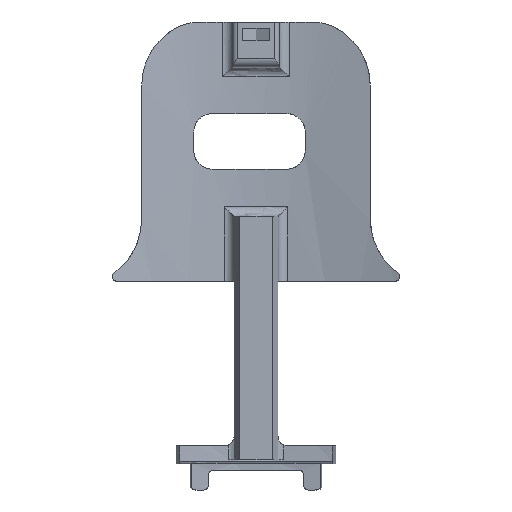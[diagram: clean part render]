
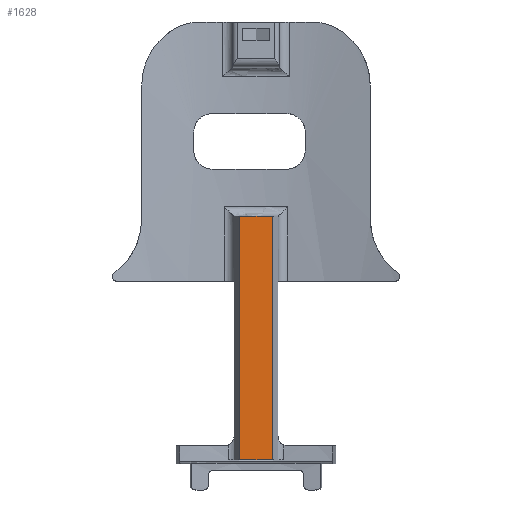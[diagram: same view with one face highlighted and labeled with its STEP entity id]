
A CAD part, left-side view. The second image highlights one B-rep face of the part: STEP entity #1628.
In plain terms, the highlighted planar face has unit normal (-1, 0, 0).
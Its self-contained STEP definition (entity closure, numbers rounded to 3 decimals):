
#115=PLANE('',#1780);
#188=FACE_OUTER_BOUND('',#276,.T.);
#276=EDGE_LOOP('',(#1349,#1350,#1351,#1352));
#354=LINE('',#2844,#472);
#393=LINE('',#3061,#511);
#394=LINE('',#3063,#512);
#395=LINE('',#3064,#513);
#472=VECTOR('',#2015,10.);
#511=VECTOR('',#2138,10.);
#512=VECTOR('',#2139,10.);
#513=VECTOR('',#2140,10.);
#693=VERTEX_POINT('',#2841);
#694=VERTEX_POINT('',#2843);
#728=VERTEX_POINT('',#3060);
#729=VERTEX_POINT('',#3062);
#884=EDGE_CURVE('',#693,#694,#354,.T.);
#947=EDGE_CURVE('',#728,#693,#393,.T.);
#948=EDGE_CURVE('',#729,#728,#394,.T.);
#949=EDGE_CURVE('',#694,#729,#395,.T.);
#1349=ORIENTED_EDGE('',*,*,#884,.F.);
#1350=ORIENTED_EDGE('',*,*,#947,.F.);
#1351=ORIENTED_EDGE('',*,*,#948,.F.);
#1352=ORIENTED_EDGE('',*,*,#949,.F.);
#1628=ADVANCED_FACE('',(#188),#115,.F.);
#1780=AXIS2_PLACEMENT_3D('',#3059,#2136,#2137);
#2015=DIRECTION('',(0.,-1.,0.));
#2136=DIRECTION('center_axis',(1.,0.,0.));
#2137=DIRECTION('ref_axis',(0.,1.,0.));
#2138=DIRECTION('',(0.,0.,1.));
#2139=DIRECTION('',(0.,1.,0.));
#2140=DIRECTION('',(0.,0.,-1.));
#2841=CARTESIAN_POINT('',(81.45,3.551,51.));
#2843=CARTESIAN_POINT('',(81.45,-3.551,51.));
#2844=CARTESIAN_POINT('',(81.45,-1.775,51.));
#3059=CARTESIAN_POINT('Origin',(81.45,-3.551,-1.4));
#3060=CARTESIAN_POINT('',(81.45,3.551,-1.4));
#3061=CARTESIAN_POINT('',(81.45,3.551,21.8));
#3062=CARTESIAN_POINT('',(81.45,-3.551,-1.4));
#3063=CARTESIAN_POINT('',(81.45,-1.775,-1.4));
#3064=CARTESIAN_POINT('',(81.45,-3.551,21.8));
